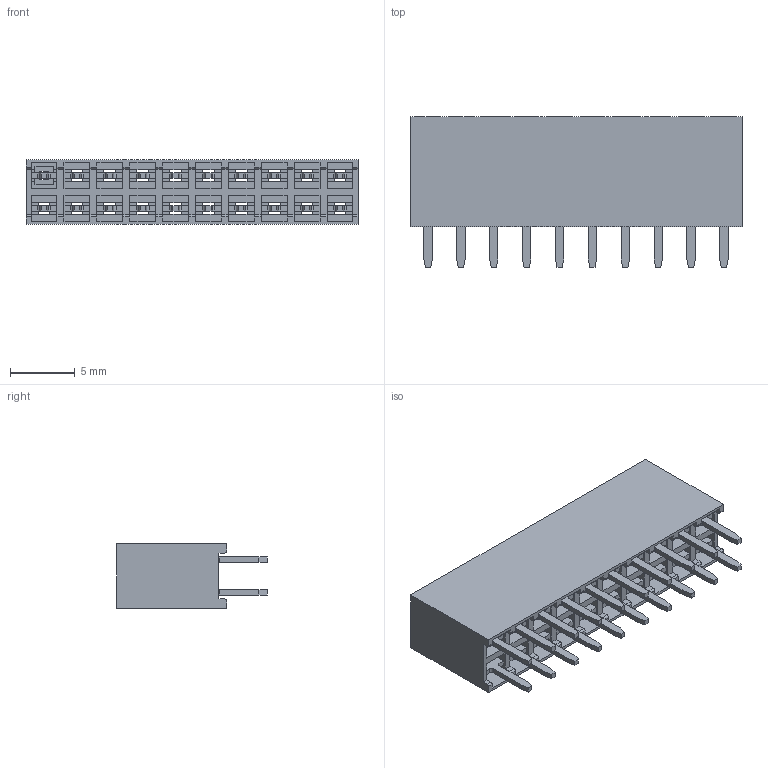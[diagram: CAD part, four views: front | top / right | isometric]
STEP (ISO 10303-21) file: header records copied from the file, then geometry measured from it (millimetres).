
FILE_DESCRIPTION(('STEP AP214'),'1');
FILE_NAME('14271.stp','2016-12-08T17:58:02',('TraceParts'),('TraceParts S.A.'),'Spatial InterOp 3D',' ',' ');
FILE_SCHEMA(('automotive_design'));
Length unit declared in the file: millimetre
Products named in the file (1): 1
Bounding box: 25.65 x 11.65 x 5 mm (x, y, z)
Volume: 471.5 mm3; surface area: 2222.8 mm2
Topology: 1 solids, 1 shells, 622 faces, 1758 edges, 1120 vertices
Faces by surface type: plane 560, cylinder 62
Entity records: 39160 total; most frequent: ORIENTED_EDGE 3516, CARTESIAN_POINT 3501, STYLED_ITEM 3500, PRESENTATION_STYLE_ASSIGNMENT 3500, COLOUR_RGB 3500, DIRECTION 3128, EDGE_CURVE 1758, CURVE_STYLE 1758
